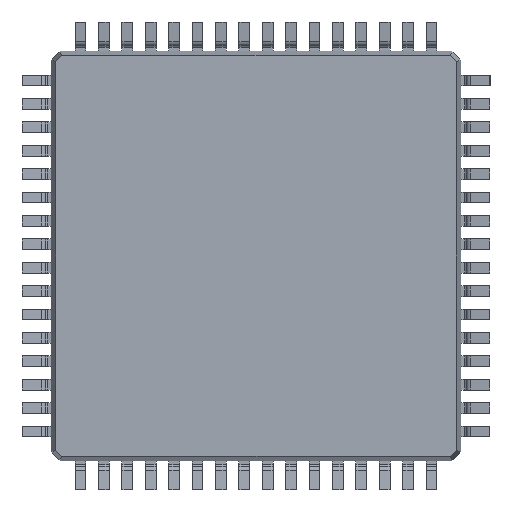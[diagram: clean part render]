
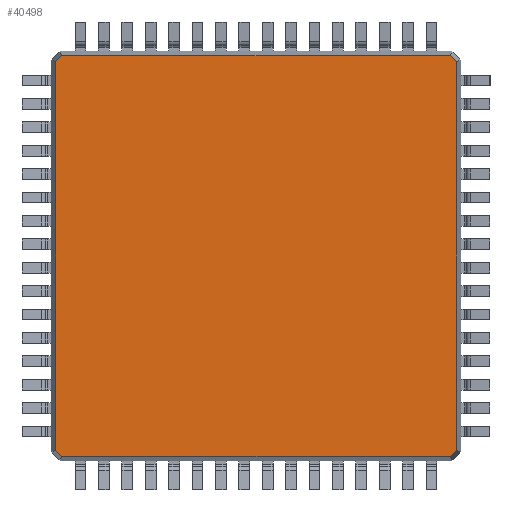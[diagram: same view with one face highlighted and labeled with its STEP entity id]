
A CAD part, front view. The second image highlights one B-rep face of the part: STEP entity #40498.
In plain terms, the highlighted planar face has unit normal (0, -1, 0).
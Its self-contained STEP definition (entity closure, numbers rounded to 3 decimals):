
#18 = EDGE_CURVE ( 'NONE', #30718, #229, #43938, .T. ) ;
#229 = VERTEX_POINT ( 'NONE', #38171 ) ;
#681 = VERTEX_POINT ( 'NONE', #1349 ) ;
#917 = LINE ( 'NONE', #29334, #38331 ) ;
#1128 = LINE ( 'NONE', #35519, #21240 ) ;
#1349 = CARTESIAN_POINT ( 'NONE',  ( -6.851, 0., -6.638 ) ) ;
#2733 = CARTESIAN_POINT ( 'NONE',  ( -6.851, 0., 6.638 ) ) ;
#3763 = CARTESIAN_POINT ( 'NONE',  ( -7., 0., 7. ) ) ;
#4058 = VERTEX_POINT ( 'NONE', #7289 ) ;
#4793 = CARTESIAN_POINT ( 'NONE',  ( -6.638, 0., 6.851 ) ) ;
#5325 = CARTESIAN_POINT ( 'NONE',  ( -6.638, 0., -6.851 ) ) ;
#5937 = EDGE_CURVE ( 'NONE', #15379, #4058, #14509, .T. ) ;
#6597 = DIRECTION ( 'NONE',  ( -0.707, 0., -0.707 ) ) ;
#6624 = ORIENTED_EDGE ( 'NONE', *, *, #41435, .F. ) ;
#7289 = CARTESIAN_POINT ( 'NONE',  ( 6.851, 0., 6.638 ) ) ;
#8517 = ORIENTED_EDGE ( 'NONE', *, *, #16422, .F. ) ;
#8741 = VECTOR ( 'NONE', #33720, 1000. ) ;
#8758 = VECTOR ( 'NONE', #33670, 1000. ) ;
#9696 = CARTESIAN_POINT ( 'NONE',  ( -6.595, 0., -6.895 ) ) ;
#9764 = EDGE_LOOP ( 'NONE', ( #6624, #25686, #8517, #10945, #35330, #19809, #30049, #23662 ) ) ;
#10945 = ORIENTED_EDGE ( 'NONE', *, *, #33836, .F. ) ;
#11489 = LINE ( 'NONE', #15819, #8741 ) ;
#11794 = EDGE_CURVE ( 'NONE', #4058, #30718, #1128, .T. ) ;
#13255 = EDGE_CURVE ( 'NONE', #229, #40057, #41105, .T. ) ;
#14034 = LINE ( 'NONE', #9696, #15296 ) ;
#14509 = LINE ( 'NONE', #14987, #22825 ) ;
#14987 = CARTESIAN_POINT ( 'NONE',  ( 6.895, 0., 6.595 ) ) ;
#15296 = VECTOR ( 'NONE', #24400, 1000. ) ;
#15379 = VERTEX_POINT ( 'NONE', #47126 ) ;
#15731 = DIRECTION ( 'NONE',  ( 0., 0., 1. ) ) ;
#15819 = CARTESIAN_POINT ( 'NONE',  ( 6.7, 0., 6.851 ) ) ;
#16422 = EDGE_CURVE ( 'NONE', #681, #30668, #19374, .T. ) ;
#16523 = FACE_OUTER_BOUND ( 'NONE', #9764, .T. ) ;
#17166 = AXIS2_PLACEMENT_3D ( 'NONE', #3763, #40374, #32930 ) ;
#19374 = LINE ( 'NONE', #34097, #32415 ) ;
#19809 = ORIENTED_EDGE ( 'NONE', *, *, #18, .F. ) ;
#20420 = EDGE_CURVE ( 'NONE', #30668, #32654, #917, .T. ) ;
#21240 = VECTOR ( 'NONE', #46510, 1000. ) ;
#22825 = VECTOR ( 'NONE', #32376, 1000. ) ;
#23662 = ORIENTED_EDGE ( 'NONE', *, *, #5937, .F. ) ;
#24400 = DIRECTION ( 'NONE',  ( -0.707, 0., 0.707 ) ) ;
#25680 = CARTESIAN_POINT ( 'NONE',  ( 6.7, 0., -6.851 ) ) ;
#25686 = ORIENTED_EDGE ( 'NONE', *, *, #20420, .F. ) ;
#27615 = PLANE ( 'NONE',  #17166 ) ;
#28670 = CARTESIAN_POINT ( 'NONE',  ( 6.851, 0., -6.638 ) ) ;
#29334 = CARTESIAN_POINT ( 'NONE',  ( -6.595, 0., 6.895 ) ) ;
#30049 = ORIENTED_EDGE ( 'NONE', *, *, #11794, .F. ) ;
#30668 = VERTEX_POINT ( 'NONE', #2733 ) ;
#30718 = VERTEX_POINT ( 'NONE', #28670 ) ;
#32376 = DIRECTION ( 'NONE',  ( 0.707, 0., -0.707 ) ) ;
#32415 = VECTOR ( 'NONE', #15731, 1000. ) ;
#32654 = VERTEX_POINT ( 'NONE', #4793 ) ;
#32930 = DIRECTION ( 'NONE',  ( 0., 0., -1. ) ) ;
#33670 = DIRECTION ( 'NONE',  ( -1., 0., 0. ) ) ;
#33720 = DIRECTION ( 'NONE',  ( 1., 0., 0. ) ) ;
#33836 = EDGE_CURVE ( 'NONE', #40057, #681, #14034, .T. ) ;
#34097 = CARTESIAN_POINT ( 'NONE',  ( -6.851, 0., 6.7 ) ) ;
#35330 = ORIENTED_EDGE ( 'NONE', *, *, #13255, .F. ) ;
#35519 = CARTESIAN_POINT ( 'NONE',  ( 6.851, 0., 6.7 ) ) ;
#37089 = VECTOR ( 'NONE', #6597, 1000. ) ;
#38171 = CARTESIAN_POINT ( 'NONE',  ( 6.638, 0., -6.851 ) ) ;
#38331 = VECTOR ( 'NONE', #47629, 1000. ) ;
#39408 = CARTESIAN_POINT ( 'NONE',  ( 6.895, 0., -6.595 ) ) ;
#40057 = VERTEX_POINT ( 'NONE', #5325 ) ;
#40374 = DIRECTION ( 'NONE',  ( 0., -1., 0. ) ) ;
#40498 = ADVANCED_FACE ( 'NONE', ( #16523 ), #27615, .T. ) ;
#41105 = LINE ( 'NONE', #25680, #8758 ) ;
#41435 = EDGE_CURVE ( 'NONE', #32654, #15379, #11489, .T. ) ;
#43938 = LINE ( 'NONE', #39408, #37089 ) ;
#46510 = DIRECTION ( 'NONE',  ( 0., 0., -1. ) ) ;
#47126 = CARTESIAN_POINT ( 'NONE',  ( 6.638, 0., 6.851 ) ) ;
#47629 = DIRECTION ( 'NONE',  ( 0.707, 0., 0.707 ) ) ;
